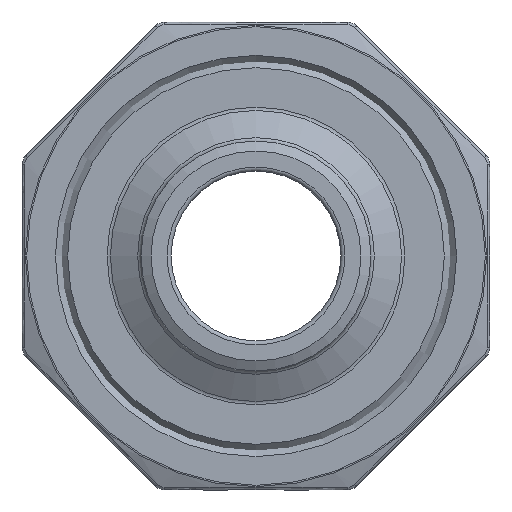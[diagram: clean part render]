
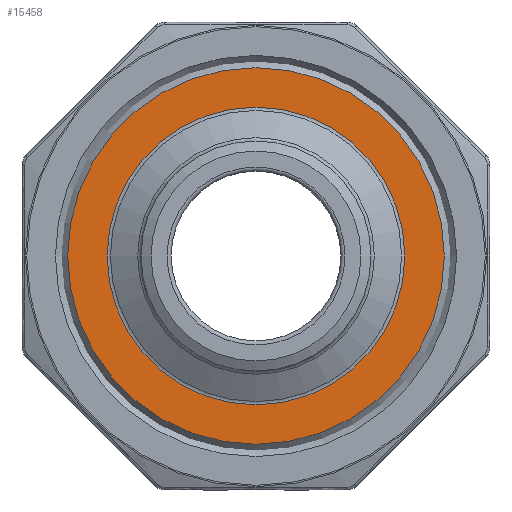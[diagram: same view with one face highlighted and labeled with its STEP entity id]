
A CAD part, left-side view. The second image highlights one B-rep face of the part: STEP entity #15458.
In plain terms, the highlighted planar face has unit normal (-1, 0, 0).
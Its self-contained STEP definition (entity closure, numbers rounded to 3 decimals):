
#389 = VERTEX_POINT ( 'NONE', #1827 ) ;
#1170 = ORIENTED_EDGE ( 'NONE', *, *, #10534, .T. ) ;
#1244 = CARTESIAN_POINT ( 'NONE',  ( -9., 0., 0. ) ) ;
#1479 = VERTEX_POINT ( 'NONE', #1662 ) ;
#1572 = DIRECTION ( 'NONE',  ( 0., -1., 0. ) ) ;
#1662 = CARTESIAN_POINT ( 'NONE',  ( -9., 14.08, 0. ) ) ;
#1827 = CARTESIAN_POINT ( 'NONE',  ( -9., -11.134, 0. ) ) ;
#1888 = CIRCLE ( 'NONE', #12749, 11.134 ) ;
#2410 = EDGE_LOOP ( 'NONE', ( #1170 ) ) ;
#2600 = DIRECTION ( 'NONE',  ( 1., 0., 0. ) ) ;
#2990 = DIRECTION ( 'NONE',  ( 0., 1., 0. ) ) ;
#3802 = DIRECTION ( 'NONE',  ( 0., -1., 0. ) ) ;
#3991 = DIRECTION ( 'NONE',  ( 1., 0., 0. ) ) ;
#7036 = ORIENTED_EDGE ( 'NONE', *, *, #13900, .F. ) ;
#7191 = CARTESIAN_POINT ( 'NONE',  ( -9., 0., 0. ) ) ;
#8941 = CARTESIAN_POINT ( 'NONE',  ( -9., 14.08, 0. ) ) ;
#9170 = CIRCLE ( 'NONE', #13538, 14.08 ) ;
#10303 = FACE_BOUND ( 'NONE', #2410, .T. ) ;
#10306 = AXIS2_PLACEMENT_3D ( 'NONE', #8941, #14898, #1572 ) ;
#10408 = PLANE ( 'NONE',  #10306 ) ;
#10534 = EDGE_CURVE ( 'NONE', #389, #389, #1888, .T. ) ;
#12749 = AXIS2_PLACEMENT_3D ( 'NONE', #7191, #3991, #3802 ) ;
#13538 = AXIS2_PLACEMENT_3D ( 'NONE', #1244, #2600, #2990 ) ;
#13900 = EDGE_CURVE ( 'NONE', #1479, #1479, #9170, .T. ) ;
#14819 = FACE_OUTER_BOUND ( 'NONE', #19133, .T. ) ;
#14898 = DIRECTION ( 'NONE',  ( -1., 0., 0. ) ) ;
#15458 = ADVANCED_FACE ( 'NONE', ( #10303, #14819 ), #10408, .T. ) ;
#19133 = EDGE_LOOP ( 'NONE', ( #7036 ) ) ;
